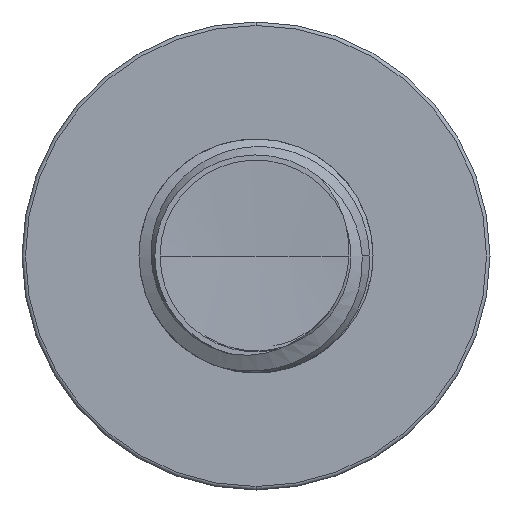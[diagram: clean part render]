
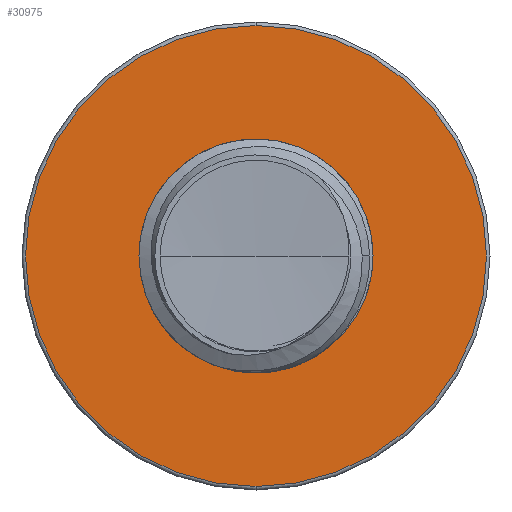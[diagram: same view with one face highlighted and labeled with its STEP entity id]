
A CAD part, front view. The second image highlights one B-rep face of the part: STEP entity #30975.
In plain terms, the highlighted planar face has unit normal (0, -1, 0).
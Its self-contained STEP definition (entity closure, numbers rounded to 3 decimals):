
#62 = CARTESIAN_POINT ( 'NONE',  ( 0., 11., 0. ) ) ;
#379 = DIRECTION ( 'NONE',  ( 0., -1., 0. ) ) ;
#2518 = CARTESIAN_POINT ( 'NONE',  ( 0., 11., 3.94 ) ) ;
#2581 = DIRECTION ( 'NONE',  ( 0., 0., -1. ) ) ;
#3261 = VERTEX_POINT ( 'NONE', #23011 ) ;
#3953 = AXIS2_PLACEMENT_3D ( 'NONE', #15254, #379, #17706 ) ;
#4175 = CARTESIAN_POINT ( 'NONE',  ( 0., 11., 1.971 ) ) ;
#4394 = ORIENTED_EDGE ( 'NONE', *, *, #8757, .F. ) ;
#4462 = FACE_BOUND ( 'NONE', #12762, .T. ) ;
#4843 = CARTESIAN_POINT ( 'NONE',  ( 0., 11., 0. ) ) ;
#5797 = CIRCLE ( 'NONE', #13043, 3.94 ) ;
#6127 = VERTEX_POINT ( 'NONE', #2518 ) ;
#7260 = CARTESIAN_POINT ( 'NONE',  ( 0., 11., -3.94 ) ) ;
#7433 = DIRECTION ( 'NONE',  ( 0., 0., -1. ) ) ;
#8012 = AXIS2_PLACEMENT_3D ( 'NONE', #23886, #9245, #26372 ) ;
#8757 = EDGE_CURVE ( 'NONE', #23118, #3261, #25852, .T. ) ;
#9245 = DIRECTION ( 'NONE',  ( 0., -1., 0. ) ) ;
#9622 = DIRECTION ( 'NONE',  ( 0., -1., 0. ) ) ;
#10682 = CARTESIAN_POINT ( 'NONE',  ( 0., 11., 1.971 ) ) ;
#12762 = EDGE_LOOP ( 'NONE', ( #20011, #4394 ) ) ;
#13000 = ORIENTED_EDGE ( 'NONE', *, *, #21278, .T. ) ;
#13043 = AXIS2_PLACEMENT_3D ( 'NONE', #4843, #22152, #7433 ) ;
#13955 = AXIS2_PLACEMENT_3D ( 'NONE', #62, #17414, #2581 ) ;
#14220 = PLANE ( 'NONE',  #23236 ) ;
#14609 = EDGE_CURVE ( 'NONE', #3261, #23118, #25004, .T. ) ;
#14841 = VERTEX_POINT ( 'NONE', #7260 ) ;
#15218 = EDGE_CURVE ( 'NONE', #6127, #14841, #29253, .T. ) ;
#15254 = CARTESIAN_POINT ( 'NONE',  ( 0., 11., 0. ) ) ;
#17414 = DIRECTION ( 'NONE',  ( 0., -1., 0. ) ) ;
#17706 = DIRECTION ( 'NONE',  ( 0., 0., -1. ) ) ;
#18422 = FACE_OUTER_BOUND ( 'NONE', #31151, .T. ) ;
#18620 = ORIENTED_EDGE ( 'NONE', *, *, #15218, .T. ) ;
#20011 = ORIENTED_EDGE ( 'NONE', *, *, #14609, .F. ) ;
#21278 = EDGE_CURVE ( 'NONE', #14841, #6127, #5797, .T. ) ;
#22152 = DIRECTION ( 'NONE',  ( 0., -1., 0. ) ) ;
#23011 = CARTESIAN_POINT ( 'NONE',  ( 0., 11., -1.971 ) ) ;
#23118 = VERTEX_POINT ( 'NONE', #10682 ) ;
#23236 = AXIS2_PLACEMENT_3D ( 'NONE', #4175, #9622, #26757 ) ;
#23886 = CARTESIAN_POINT ( 'NONE',  ( 0., 11., 0. ) ) ;
#25004 = CIRCLE ( 'NONE', #8012, 1.971 ) ;
#25852 = CIRCLE ( 'NONE', #13955, 1.971 ) ;
#26372 = DIRECTION ( 'NONE',  ( 0., 0., -1. ) ) ;
#26757 = DIRECTION ( 'NONE',  ( 0., 0., -1. ) ) ;
#29253 = CIRCLE ( 'NONE', #3953, 3.94 ) ;
#30975 = ADVANCED_FACE ( 'NONE', ( #18422, #4462 ), #14220, .T. ) ;
#31151 = EDGE_LOOP ( 'NONE', ( #13000, #18620 ) ) ;
